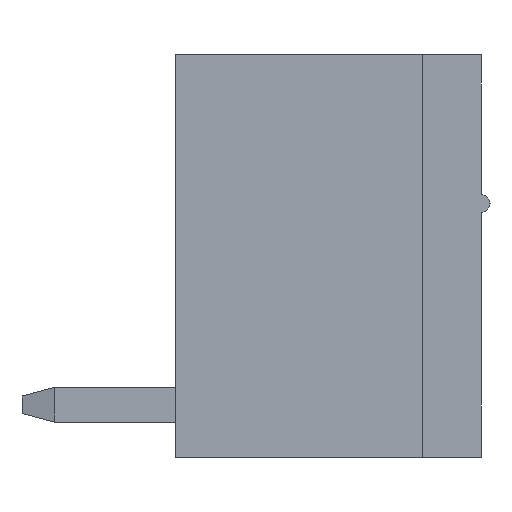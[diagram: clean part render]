
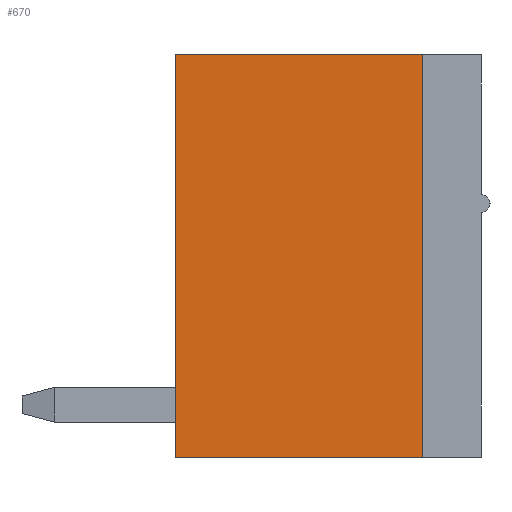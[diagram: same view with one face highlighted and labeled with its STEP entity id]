
A CAD part, left-side view. The second image highlights one B-rep face of the part: STEP entity #670.
In plain terms, the highlighted planar face has unit normal (-1, 0, 0).
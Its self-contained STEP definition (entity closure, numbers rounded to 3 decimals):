
#670 = ADVANCED_FACE( '', ( #1595 ), #1596, .T. );
#1595 = FACE_OUTER_BOUND( '', #2864, .T. );
#1596 = PLANE( '', #2865 );
#2864 = EDGE_LOOP( '', ( #4447, #4448, #4449, #4450 ) );
#2865 = AXIS2_PLACEMENT_3D( '', #4451, #4452, #4453 );
#4447 = ORIENTED_EDGE( '', *, *, #8065, .T. );
#4448 = ORIENTED_EDGE( '', *, *, #8066, .T. );
#4449 = ORIENTED_EDGE( '', *, *, #8067, .T. );
#4450 = ORIENTED_EDGE( '', *, *, #8068, .T. );
#4451 = CARTESIAN_POINT( '', ( -20.435, 0., 0. ) );
#4452 = DIRECTION( '', ( -1., 0., 0. ) );
#4453 = DIRECTION( '', ( 0., 0., 1. ) );
#8065 = EDGE_CURVE( '', #9809, #9810, #9811, .T. );
#8066 = EDGE_CURVE( '', #9810, #9812, #9813, .T. );
#8067 = EDGE_CURVE( '', #9812, #9814, #9815, .T. );
#8068 = EDGE_CURVE( '', #9814, #9809, #9816, .T. );
#9809 = VERTEX_POINT( '', #12323 );
#9810 = VERTEX_POINT( '', #12324 );
#9811 = LINE( '', #12325, #12326 );
#9812 = VERTEX_POINT( '', #12327 );
#9813 = LINE( '', #12328, #12329 );
#9814 = VERTEX_POINT( '', #12330 );
#9815 = LINE( '', #12331, #12332 );
#9816 = LINE( '', #12333, #12334 );
#12323 = CARTESIAN_POINT( '', ( -20.435, -2.15, -4.6 ) );
#12324 = CARTESIAN_POINT( '', ( -20.435, -2.15, 4.6 ) );
#12325 = CARTESIAN_POINT( '', ( -20.435, -2.15, -4.6 ) );
#12326 = VECTOR( '', #15271, 1000. );
#12327 = CARTESIAN_POINT( '', ( -20.435, 3.5, 4.6 ) );
#12328 = CARTESIAN_POINT( '', ( -20.435, -2.15, 4.6 ) );
#12329 = VECTOR( '', #15272, 1000. );
#12330 = CARTESIAN_POINT( '', ( -20.435, 3.5, -4.6 ) );
#12331 = CARTESIAN_POINT( '', ( -20.435, 3.5, 4.6 ) );
#12332 = VECTOR( '', #15273, 1000. );
#12333 = CARTESIAN_POINT( '', ( -20.435, 3.5, -4.6 ) );
#12334 = VECTOR( '', #15274, 1000. );
#15271 = DIRECTION( '', ( 0., 0., 1. ) );
#15272 = DIRECTION( '', ( 0., 1., 0. ) );
#15273 = DIRECTION( '', ( 0., 0., -1. ) );
#15274 = DIRECTION( '', ( 0., -1., 0. ) );
